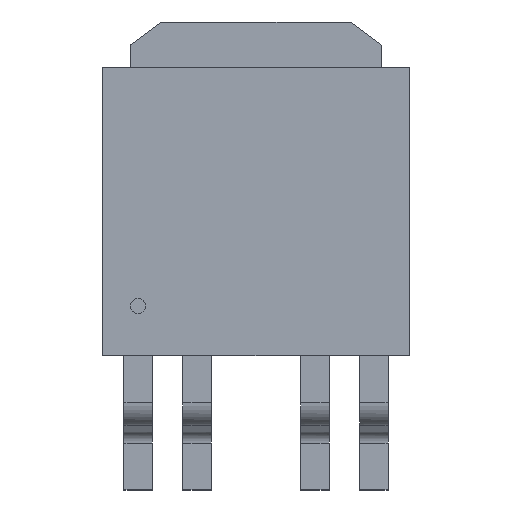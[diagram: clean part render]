
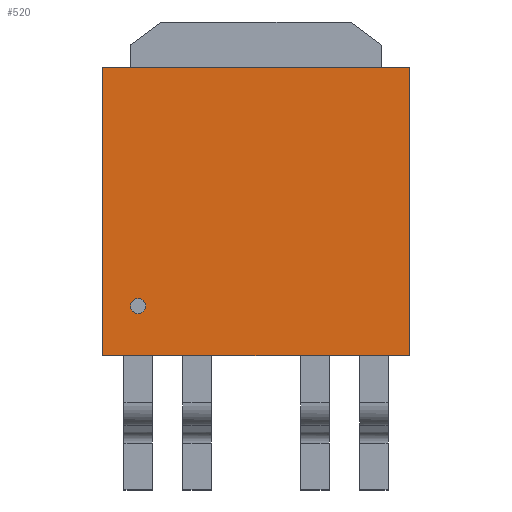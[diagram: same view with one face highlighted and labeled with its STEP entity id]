
A CAD part, top view. The second image highlights one B-rep face of the part: STEP entity #520.
In plain terms, the highlighted planar face has unit normal (0, 0, 1).
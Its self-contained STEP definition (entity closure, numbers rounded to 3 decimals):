
#4 = CARTESIAN_POINT ( 'NONE',  ( -3.3, -3.1, 2.362 ) ) ;
#22 = ORIENTED_EDGE ( 'NONE', *, *, #1576, .F. ) ;
#37 = VECTOR ( 'NONE', #956, 1000. ) ;
#40 = DIRECTION ( 'NONE',  ( -1., 0., 0. ) ) ;
#203 = DIRECTION ( 'NONE',  ( 1., 0., 0. ) ) ;
#217 = LINE ( 'NONE', #1030, #1722 ) ;
#223 = CARTESIAN_POINT ( 'NONE',  ( -3.3, 3.1, 2.362 ) ) ;
#241 = LINE ( 'NONE', #1452, #1766 ) ;
#305 = CARTESIAN_POINT ( 'NONE',  ( -3.3, 3.1, 2.362 ) ) ;
#392 = PLANE ( 'NONE',  #1972 ) ;
#520 = ADVANCED_FACE ( 'NONE', ( #1999 ), #392, .T. ) ;
#609 = EDGE_CURVE ( 'NONE', #1108, #1540, #241, .T. ) ;
#661 = EDGE_LOOP ( 'NONE', ( #1543, #1993, #1962, #22 ) ) ;
#788 = CARTESIAN_POINT ( 'NONE',  ( -3.3, -3.1, 2.362 ) ) ;
#956 = DIRECTION ( 'NONE',  ( 1., 0., 0. ) ) ;
#1030 = CARTESIAN_POINT ( 'NONE',  ( 3.3, -3.1, 2.362 ) ) ;
#1062 = DIRECTION ( 'NONE',  ( 0., -1., 0. ) ) ;
#1108 = VERTEX_POINT ( 'NONE', #2234 ) ;
#1250 = VERTEX_POINT ( 'NONE', #1493 ) ;
#1339 = LINE ( 'NONE', #1959, #37 ) ;
#1421 = EDGE_CURVE ( 'NONE', #1989, #1250, #1339, .T. ) ;
#1452 = CARTESIAN_POINT ( 'NONE',  ( -3.3, -3.1, 2.362 ) ) ;
#1463 = VECTOR ( 'NONE', #2337, 1000. ) ;
#1493 = CARTESIAN_POINT ( 'NONE',  ( 3.3, 3.1, 2.362 ) ) ;
#1540 = VERTEX_POINT ( 'NONE', #4 ) ;
#1543 = ORIENTED_EDGE ( 'NONE', *, *, #1421, .F. ) ;
#1576 = EDGE_CURVE ( 'NONE', #1250, #1108, #217, .T. ) ;
#1606 = DIRECTION ( 'NONE',  ( 0., 0., 1. ) ) ;
#1709 = LINE ( 'NONE', #305, #1463 ) ;
#1722 = VECTOR ( 'NONE', #1062, 1000. ) ;
#1750 = EDGE_CURVE ( 'NONE', #1540, #1989, #1709, .T. ) ;
#1766 = VECTOR ( 'NONE', #40, 1000. ) ;
#1959 = CARTESIAN_POINT ( 'NONE',  ( 3.3, 3.1, 2.362 ) ) ;
#1962 = ORIENTED_EDGE ( 'NONE', *, *, #609, .F. ) ;
#1972 = AXIS2_PLACEMENT_3D ( 'NONE', #788, #1606, #203 ) ;
#1989 = VERTEX_POINT ( 'NONE', #223 ) ;
#1993 = ORIENTED_EDGE ( 'NONE', *, *, #1750, .F. ) ;
#1999 = FACE_OUTER_BOUND ( 'NONE', #661, .T. ) ;
#2234 = CARTESIAN_POINT ( 'NONE',  ( 3.3, -3.1, 2.362 ) ) ;
#2337 = DIRECTION ( 'NONE',  ( 0., 1., 0. ) ) ;
